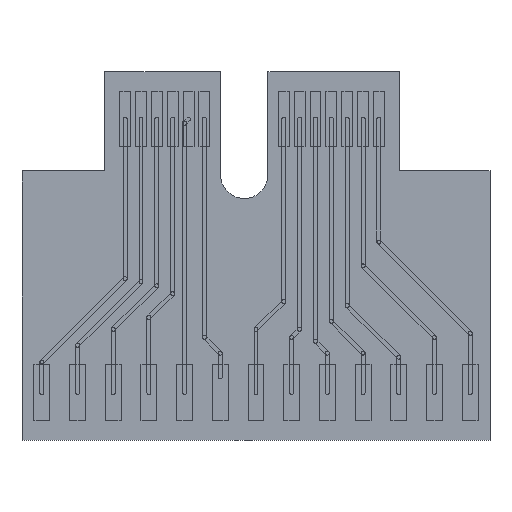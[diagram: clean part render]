
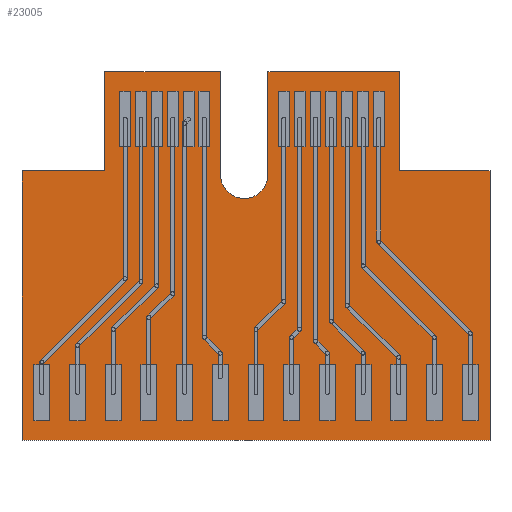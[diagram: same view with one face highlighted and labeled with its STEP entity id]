
A CAD part, top view. The second image highlights one B-rep face of the part: STEP entity #23005.
In plain terms, the highlighted planar face has unit normal (0, 0, 1).
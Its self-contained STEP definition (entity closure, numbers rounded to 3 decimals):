
#22490 = VERTEX_POINT('',#22491);
#22491 = CARTESIAN_POINT('',(136.405,-78.8,1.6));
#22497 = EDGE_CURVE('',#22490,#22498,#22500,.T.);
#22498 = VERTEX_POINT('',#22499);
#22499 = CARTESIAN_POINT('',(138.805,-78.8,1.6));
#22500 = CIRCLE('',#22501,1.2);
#22501 = AXIS2_PLACEMENT_3D('',#22502,#22503,#22504);
#22502 = CARTESIAN_POINT('',(137.605,-78.8,1.6));
#22503 = DIRECTION('',(0.,0.,1.));
#22504 = DIRECTION('',(-1.,0.,-0.));
#22530 = EDGE_CURVE('',#22498,#22531,#22533,.T.);
#22531 = VERTEX_POINT('',#22532);
#22532 = CARTESIAN_POINT('',(138.805,-73.6,1.6));
#22533 = LINE('',#22534,#22535);
#22534 = CARTESIAN_POINT('',(138.805,-78.8,1.6));
#22535 = VECTOR('',#22536,1.);
#22536 = DIRECTION('',(0.,1.,0.));
#22561 = EDGE_CURVE('',#22531,#22562,#22564,.T.);
#22562 = VERTEX_POINT('',#22563);
#22563 = CARTESIAN_POINT('',(145.425,-73.6,1.6));
#22564 = LINE('',#22565,#22566);
#22565 = CARTESIAN_POINT('',(138.805,-73.6,1.6));
#22566 = VECTOR('',#22567,1.);
#22567 = DIRECTION('',(1.,0.,0.));
#22592 = EDGE_CURVE('',#22562,#22593,#22595,.T.);
#22593 = VERTEX_POINT('',#22594);
#22594 = CARTESIAN_POINT('',(145.425,-78.6,1.6));
#22595 = LINE('',#22596,#22597);
#22596 = CARTESIAN_POINT('',(145.425,-73.6,1.6));
#22597 = VECTOR('',#22598,1.);
#22598 = DIRECTION('',(0.,-1.,0.));
#22623 = EDGE_CURVE('',#22593,#22624,#22626,.T.);
#22624 = VERTEX_POINT('',#22625);
#22625 = CARTESIAN_POINT('',(150.,-78.6,1.6));
#22626 = LINE('',#22627,#22628);
#22627 = CARTESIAN_POINT('',(145.425,-78.6,1.6));
#22628 = VECTOR('',#22629,1.);
#22629 = DIRECTION('',(1.,0.,0.));
#22654 = EDGE_CURVE('',#22624,#22655,#22657,.T.);
#22655 = VERTEX_POINT('',#22656);
#22656 = CARTESIAN_POINT('',(150.,-80.,1.6));
#22657 = LINE('',#22658,#22659);
#22658 = CARTESIAN_POINT('',(150.,-78.6,1.6));
#22659 = VECTOR('',#22660,1.);
#22660 = DIRECTION('',(0.,-1.,0.));
#22685 = EDGE_CURVE('',#22655,#22686,#22688,.T.);
#22686 = VERTEX_POINT('',#22687);
#22687 = CARTESIAN_POINT('',(150.,-87.2,1.6));
#22688 = LINE('',#22689,#22690);
#22689 = CARTESIAN_POINT('',(150.,-80.,1.6));
#22690 = VECTOR('',#22691,1.);
#22691 = DIRECTION('',(0.,-1.,0.));
#22716 = EDGE_CURVE('',#22686,#22717,#22719,.T.);
#22717 = VERTEX_POINT('',#22718);
#22718 = CARTESIAN_POINT('',(150.,-92.2,1.6));
#22719 = LINE('',#22720,#22721);
#22720 = CARTESIAN_POINT('',(150.,-87.2,1.6));
#22721 = VECTOR('',#22722,1.);
#22722 = DIRECTION('',(0.,-1.,0.));
#22747 = EDGE_CURVE('',#22717,#22748,#22750,.T.);
#22748 = VERTEX_POINT('',#22749);
#22749 = CARTESIAN_POINT('',(126.4,-92.2,1.6));
#22750 = LINE('',#22751,#22752);
#22751 = CARTESIAN_POINT('',(150.,-92.2,1.6));
#22752 = VECTOR('',#22753,1.);
#22753 = DIRECTION('',(-1.,0.,0.));
#22778 = EDGE_CURVE('',#22748,#22779,#22781,.T.);
#22779 = VERTEX_POINT('',#22780);
#22780 = CARTESIAN_POINT('',(126.4,-87.2,1.6));
#22781 = LINE('',#22782,#22783);
#22782 = CARTESIAN_POINT('',(126.4,-92.2,1.6));
#22783 = VECTOR('',#22784,1.);
#22784 = DIRECTION('',(0.,1.,0.));
#22809 = EDGE_CURVE('',#22779,#22810,#22812,.T.);
#22810 = VERTEX_POINT('',#22811);
#22811 = CARTESIAN_POINT('',(126.4,-80.,1.6));
#22812 = LINE('',#22813,#22814);
#22813 = CARTESIAN_POINT('',(126.4,-87.2,1.6));
#22814 = VECTOR('',#22815,1.);
#22815 = DIRECTION('',(0.,1.,0.));
#22840 = EDGE_CURVE('',#22810,#22841,#22843,.T.);
#22841 = VERTEX_POINT('',#22842);
#22842 = CARTESIAN_POINT('',(126.4,-78.6,1.6));
#22843 = LINE('',#22844,#22845);
#22844 = CARTESIAN_POINT('',(126.4,-80.,1.6));
#22845 = VECTOR('',#22846,1.);
#22846 = DIRECTION('',(0.,1.,0.));
#22871 = EDGE_CURVE('',#22841,#22872,#22874,.T.);
#22872 = VERTEX_POINT('',#22873);
#22873 = CARTESIAN_POINT('',(130.575,-78.6,1.6));
#22874 = LINE('',#22875,#22876);
#22875 = CARTESIAN_POINT('',(126.4,-78.6,1.6));
#22876 = VECTOR('',#22877,1.);
#22877 = DIRECTION('',(1.,0.,0.));
#22902 = EDGE_CURVE('',#22872,#22903,#22905,.T.);
#22903 = VERTEX_POINT('',#22904);
#22904 = CARTESIAN_POINT('',(130.575,-73.6,1.6));
#22905 = LINE('',#22906,#22907);
#22906 = CARTESIAN_POINT('',(130.575,-78.6,1.6));
#22907 = VECTOR('',#22908,1.);
#22908 = DIRECTION('',(0.,1.,0.));
#22933 = EDGE_CURVE('',#22903,#22934,#22936,.T.);
#22934 = VERTEX_POINT('',#22935);
#22935 = CARTESIAN_POINT('',(136.405,-73.6,1.6));
#22936 = LINE('',#22937,#22938);
#22937 = CARTESIAN_POINT('',(130.575,-73.6,1.6));
#22938 = VECTOR('',#22939,1.);
#22939 = DIRECTION('',(1.,0.,0.));
#22964 = EDGE_CURVE('',#22934,#22490,#22965,.T.);
#22965 = LINE('',#22966,#22967);
#22966 = CARTESIAN_POINT('',(136.405,-73.6,1.6));
#22967 = VECTOR('',#22968,1.);
#22968 = DIRECTION('',(0.,-1.,0.));
#23005 = ADVANCED_FACE('',(#23006),#23024,.F.);
#23006 = FACE_BOUND('',#23007,.F.);
#23007 = EDGE_LOOP('',(#23008,#23009,#23010,#23011,#23012,#23013,#23014,
    #23015,#23016,#23017,#23018,#23019,#23020,#23021,#23022,#23023));
#23008 = ORIENTED_EDGE('',*,*,#22497,.T.);
#23009 = ORIENTED_EDGE('',*,*,#22530,.T.);
#23010 = ORIENTED_EDGE('',*,*,#22561,.T.);
#23011 = ORIENTED_EDGE('',*,*,#22592,.T.);
#23012 = ORIENTED_EDGE('',*,*,#22623,.T.);
#23013 = ORIENTED_EDGE('',*,*,#22654,.T.);
#23014 = ORIENTED_EDGE('',*,*,#22685,.T.);
#23015 = ORIENTED_EDGE('',*,*,#22716,.T.);
#23016 = ORIENTED_EDGE('',*,*,#22747,.T.);
#23017 = ORIENTED_EDGE('',*,*,#22778,.T.);
#23018 = ORIENTED_EDGE('',*,*,#22809,.T.);
#23019 = ORIENTED_EDGE('',*,*,#22840,.T.);
#23020 = ORIENTED_EDGE('',*,*,#22871,.T.);
#23021 = ORIENTED_EDGE('',*,*,#22902,.T.);
#23022 = ORIENTED_EDGE('',*,*,#22933,.T.);
#23023 = ORIENTED_EDGE('',*,*,#22964,.T.);
#23024 = PLANE('',#23025);
#23025 = AXIS2_PLACEMENT_3D('',#23026,#23027,#23028);
#23026 = CARTESIAN_POINT('',(138.107,-82.735,1.6));
#23027 = DIRECTION('',(-0.,-0.,-1.));
#23028 = DIRECTION('',(-1.,0.,0.));
